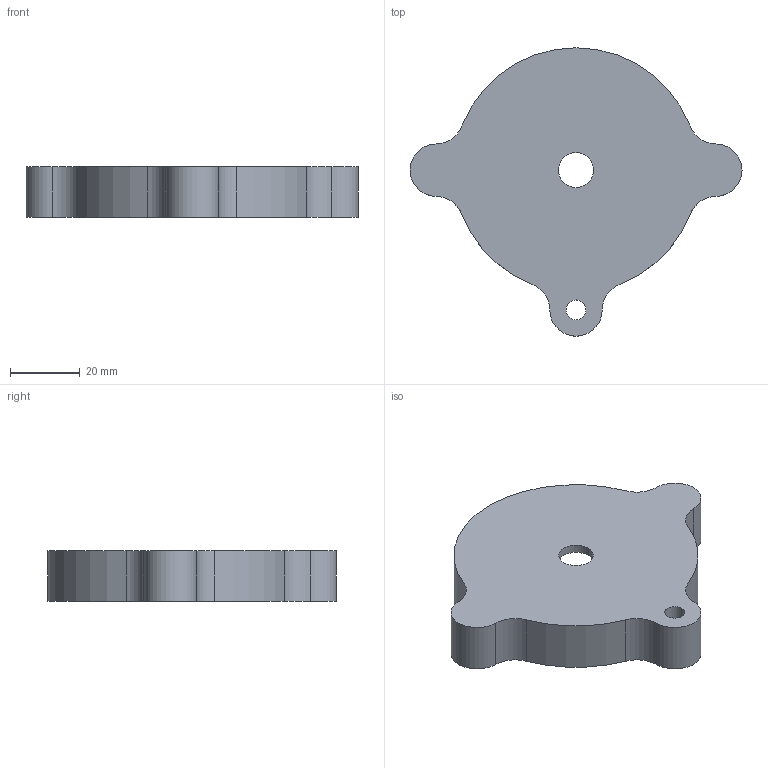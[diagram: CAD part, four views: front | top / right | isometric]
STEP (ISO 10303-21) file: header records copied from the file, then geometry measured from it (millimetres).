
FILE_DESCRIPTION((''),'2;1');
FILE_NAME('COVER_PLATE','2025-04-16T12:24:53',('Constantin Schempp'),(''),'CREO PARAMETRIC BY PTC INC, 2024063','CREO PARAMETRIC BY PTC INC, 2024063','');
FILE_SCHEMA(('CONFIG_CONTROL_DESIGN'));
Length unit declared in the file: millimetre
Products named in the file (1): COVER_PLATE
Bounding box: 95 x 82.5 x 14.5 mm (x, y, z)
Volume: 38901.5 mm3; surface area: 15074.7 mm2
Topology: 1 solids, 1 shells, 33 faces, 109 edges, 88 vertices
Faces by surface type: cylinder 22, cone 6, plane 5
Entity records: 1242 total; most frequent: DIRECTION 251, CARTESIAN_POINT 193, ORIENTED_EDGE 156, AXIS2_PLACEMENT_3D 108, EDGE_CURVE 78, CIRCLE 74, VERTEX_POINT 50, EDGE_LOOP 40
